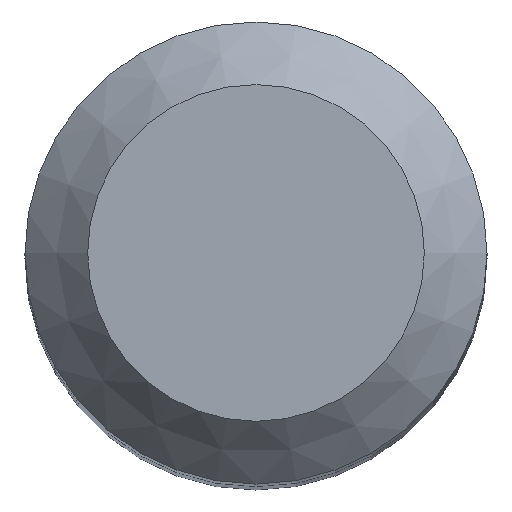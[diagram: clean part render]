
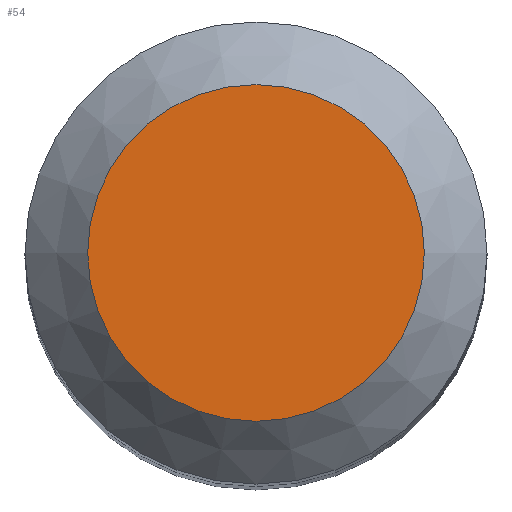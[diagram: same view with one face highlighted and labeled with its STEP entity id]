
A CAD part, top view. The second image highlights one B-rep face of the part: STEP entity #54.
In plain terms, the highlighted planar face has unit normal (0, 0, 1).
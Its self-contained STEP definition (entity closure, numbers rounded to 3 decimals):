
#46=PLANE('',#171);
#49=FACE_OUTER_BOUND('',#82,.T.);
#54=ADVANCED_FACE('',(#49),#46,.T.);
#82=EDGE_LOOP('',(#96));
#96=ORIENTED_EDGE('',*,*,#117,.F.);
#109=VERTEX_POINT('',#249);
#117=EDGE_CURVE('',#109,#109,#124,.T.);
#124=CIRCLE('',#170,5.1);
#170=AXIS2_PLACEMENT_3D('',#248,#199,#200);
#171=AXIS2_PLACEMENT_3D('',#250,#201,#202);
#199=DIRECTION('',(0.,0.,-1.));
#200=DIRECTION('',(1.,0.,0.));
#201=DIRECTION('',(0.,0.,1.));
#202=DIRECTION('',(-1.,0.,0.));
#248=CARTESIAN_POINT('',(0.,0.,0.));
#249=CARTESIAN_POINT('',(5.1,0.,0.));
#250=CARTESIAN_POINT('',(5.1,0.,0.));
